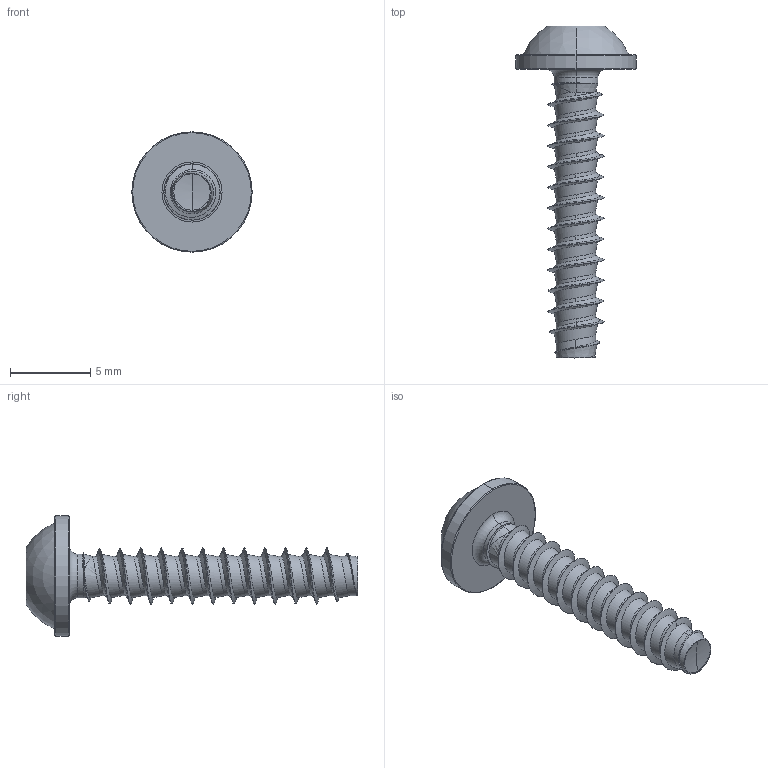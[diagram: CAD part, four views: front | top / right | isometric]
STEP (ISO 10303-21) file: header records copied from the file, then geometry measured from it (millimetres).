
FILE_DESCRIPTION (( 'STEP AP203' ), '1' );
FILE_NAME ('STP380350180.STEP', '2017-08-15T17:42:19', ( '' ), ( '' ), 'SwSTEP 2.0', 'SolidWorks 2015', '' );
FILE_SCHEMA (( 'CONFIG_CONTROL_DESIGN' ));
Length unit declared in the file: millimetre
Products named in the file (1): STP380350180
Bounding box: 7.5 x 20.7 x 7.5 mm (x, y, z)
Volume: 171.2 mm3; surface area: 364.9 mm2
Topology: 1 solids, 1 shells, 112 faces, 280 edges, 171 vertices
Faces by surface type: cylinder 51, bspline 35, cone 11, torus 8, sphere 4, plane 3
Entity records: 21096 total; most frequent: CARTESIAN_POINT 18759, ORIENTED_EDGE 556, DIRECTION 358, EDGE_CURVE 278, VERTEX_POINT 171, AXIS2_PLACEMENT_3D 146, B_SPLINE_CURVE_WITH_KNOTS 118, EDGE_LOOP 115
